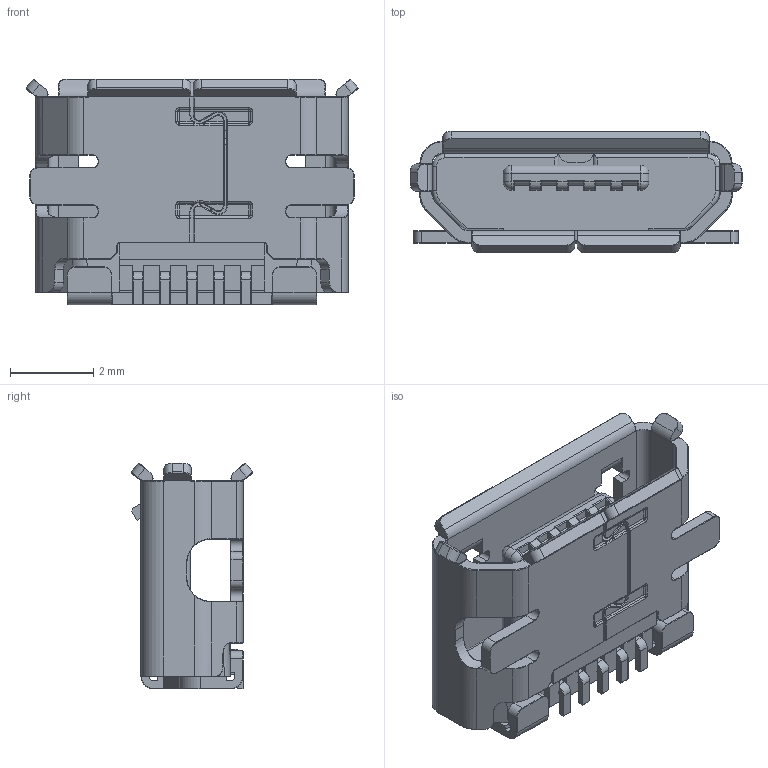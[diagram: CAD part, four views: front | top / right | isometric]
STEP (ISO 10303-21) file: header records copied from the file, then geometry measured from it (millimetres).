
FILE_DESCRIPTION(/* description */ (''),/* implementation_level */ '2;1');
FILE_NAME(/* name */ 'raspberry_pi_zero(micro_USB).stp',/* time_stamp */ '2016-10-05T23:32:38-04:00',/* author */ (''),/* organization */ (''),/* preprocessor_version */ 'ST-DEVELOPER v16.5',/* originating_system */ 'Autodesk Translation Framework v5.1.0.3141',/* authorisation */ '');
FILE_SCHEMA (('AUTOMOTIVE_DESIGN { 1 0 10303 214 3 1 1 }'));
Length unit declared in the file: centimetre
Products named in the file (3): raspberry_pi_zero(micro_USB); raspberry_pi_zero(micro_USB_cover); raspberry_pi_zero(micro_USB_contacts)
Assembly tree (2 placements, depth 2):
  raspberry_pi_zero(micro_USB)
    raspberry_pi_zero(micro_USB_cover)
    raspberry_pi_zero(micro_USB_contacts)
Bounding box: 7.97 x 2.92 x 5.43 mm (x, y, z)
Volume: 44.3 mm3; surface area: 310.5 mm2
Topology: 7 solids, 7 shells, 1205 faces, 2988 edges, 1766 vertices
Faces by surface type: cylinder 511, plane 362, torus 240, bspline 72, sphere 20
Entity records: 36397 total; most frequent: CARTESIAN_POINT 7536, DIRECTION 6409, ORIENTED_EDGE 5942, EDGE_CURVE 2971, AXIS2_PLACEMENT_3D 2428, VERTEX_POINT 1766, LINE 1553, VECTOR 1553
